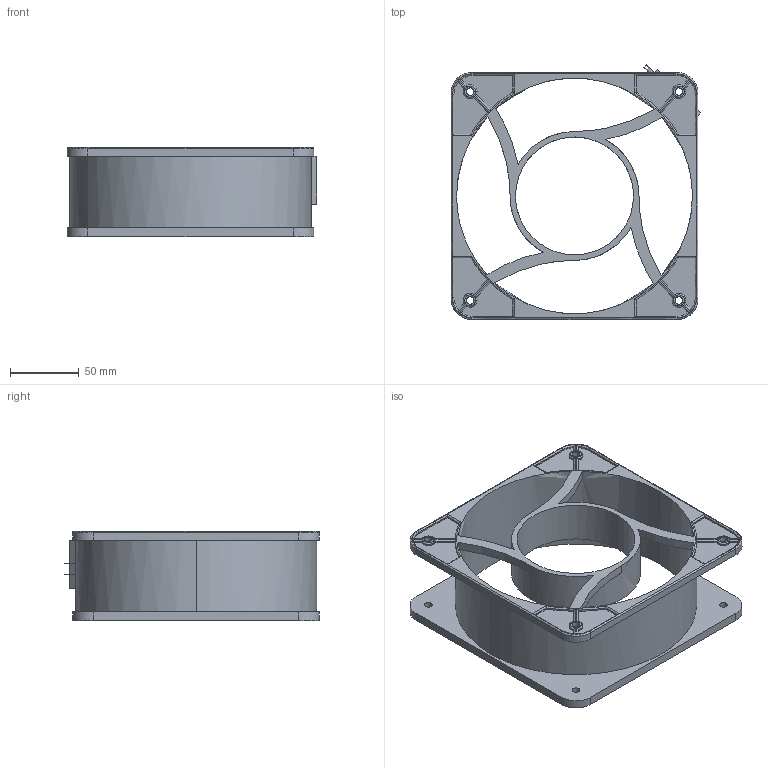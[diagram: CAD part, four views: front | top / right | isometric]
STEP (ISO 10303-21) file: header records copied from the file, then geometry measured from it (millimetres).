
FILE_DESCRIPTION (( 'STEP AP203' ), '1' );
FILE_NAME ('OA180APL Frame Only.stp', '2021-03-17T16:01:39', ( '' ), ( '' ), 'SwSTEP 2.0', 'SolidWorks 2018', '' );
FILE_SCHEMA (( 'CONFIG_CONTROL_DESIGN' ));
Length unit declared in the file: millimetre
Products named in the file (1): OA180APL Frame Only
Bounding box: 182.17 x 185.92 x 65 mm (x, y, z)
Volume: 237412.5 mm3; surface area: 134218.5 mm2
Topology: 3 solids, 3 shells, 237 faces, 612 edges, 378 vertices
Faces by surface type: bspline 136, plane 101
Entity records: 11443 total; most frequent: CARTESIAN_POINT 7011, ORIENTED_EDGE 1224, EDGE_CURVE 612, DIRECTION 426, VERTEX_POINT 378, B_SPLINE_CURVE_WITH_KNOTS 295, EDGE_LOOP 264, ADVANCED_FACE 237
